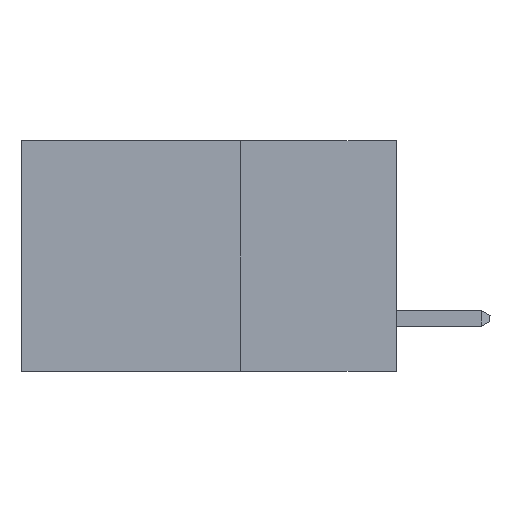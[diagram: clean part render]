
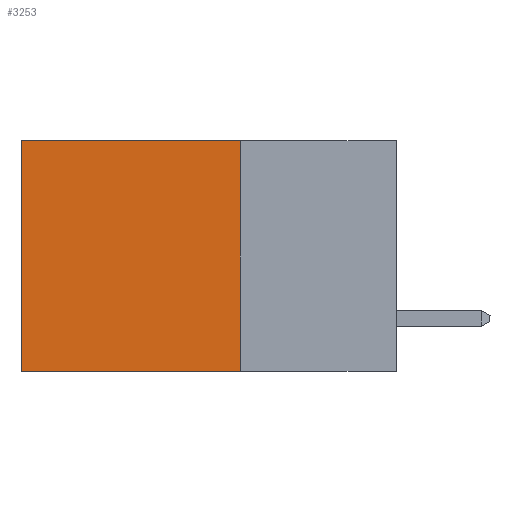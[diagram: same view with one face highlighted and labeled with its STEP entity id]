
A CAD part, left-side view. The second image highlights one B-rep face of the part: STEP entity #3253.
In plain terms, the highlighted planar face has unit normal (-1, 0, 0).
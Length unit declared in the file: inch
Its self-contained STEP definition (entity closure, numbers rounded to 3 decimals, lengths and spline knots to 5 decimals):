
#367 = ORIENTED_EDGE ( 'NONE', *, *, #2239, .T. ) ;
#390 = ORIENTED_EDGE ( 'NONE', *, *, #1521, .F. ) ;
#426 = ORIENTED_EDGE ( 'NONE', *, *, #8544, .F. ) ;
#591 = LINE ( 'NONE', #4585, #2523 ) ;
#651 = ORIENTED_EDGE ( 'NONE', *, *, #7360, .T. ) ;
#997 = CARTESIAN_POINT ( 'NONE',  ( 0.2615, 0.6, 0. ) ) ;
#1521 = EDGE_CURVE ( 'NONE', #7785, #6298, #6606, .T. ) ;
#1844 = LINE ( 'NONE', #3792, #5785 ) ;
#1852 = CARTESIAN_POINT ( 'NONE',  ( 0.2615, 0.25, -0.37 ) ) ;
#2137 = CARTESIAN_POINT ( 'NONE',  ( 0.2615, 0.25, -0.37 ) ) ;
#2239 = EDGE_CURVE ( 'NONE', #5436, #6298, #591, .T. ) ;
#2523 = VECTOR ( 'NONE', #5130, 39.37008 ) ;
#2908 = CARTESIAN_POINT ( 'NONE',  ( 0.2615, 0.25, 0. ) ) ;
#3132 = LINE ( 'NONE', #1852, #8776 ) ;
#3253 = ADVANCED_FACE ( 'NONE', ( #7755 ), #8341, .F. ) ;
#3766 = DIRECTION ( 'NONE',  ( 0., 1., 0. ) ) ;
#3792 = CARTESIAN_POINT ( 'NONE',  ( 0.2615, 0.25, 0. ) ) ;
#4585 = CARTESIAN_POINT ( 'NONE',  ( 0.2615, 0.6, -0.37 ) ) ;
#5130 = DIRECTION ( 'NONE',  ( 0., 0., -1. ) ) ;
#5436 = VERTEX_POINT ( 'NONE', #997 ) ;
#5785 = VECTOR ( 'NONE', #3766, 39.37008 ) ;
#6291 = AXIS2_PLACEMENT_3D ( 'NONE', #8366, #8318, #8302 ) ;
#6298 = VERTEX_POINT ( 'NONE', #7439 ) ;
#6375 = VECTOR ( 'NONE', #8703, 39.37008 ) ;
#6606 = LINE ( 'NONE', #8204, #6375 ) ;
#7215 = DIRECTION ( 'NONE',  ( 0., 0., -1. ) ) ;
#7360 = EDGE_CURVE ( 'NONE', #7622, #5436, #1844, .T. ) ;
#7439 = CARTESIAN_POINT ( 'NONE',  ( 0.2615, 0.6, -0.37 ) ) ;
#7622 = VERTEX_POINT ( 'NONE', #2908 ) ;
#7755 = FACE_OUTER_BOUND ( 'NONE', #7778, .T. ) ;
#7778 = EDGE_LOOP ( 'NONE', ( #367, #390, #426, #651 ) ) ;
#7785 = VERTEX_POINT ( 'NONE', #2137 ) ;
#8204 = CARTESIAN_POINT ( 'NONE',  ( 0.2615, 0.25, -0.37 ) ) ;
#8302 = DIRECTION ( 'NONE',  ( 0., 0., -1. ) ) ;
#8318 = DIRECTION ( 'NONE',  ( 1., 0., 0. ) ) ;
#8341 = PLANE ( 'NONE',  #6291 ) ;
#8366 = CARTESIAN_POINT ( 'NONE',  ( 0.2615, 0.25, -0.37 ) ) ;
#8544 = EDGE_CURVE ( 'NONE', #7622, #7785, #3132, .T. ) ;
#8703 = DIRECTION ( 'NONE',  ( 0., 1., 0. ) ) ;
#8776 = VECTOR ( 'NONE', #7215, 39.37008 ) ;
